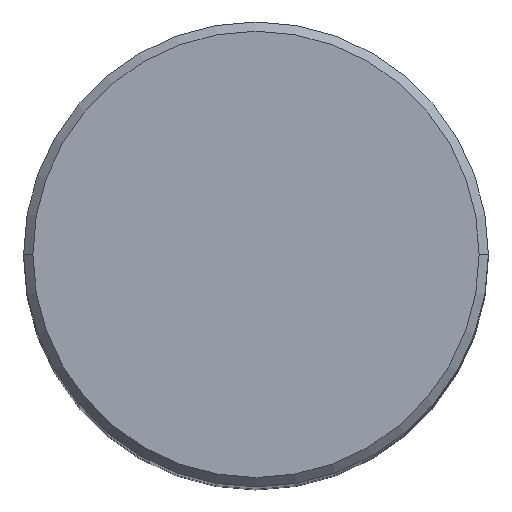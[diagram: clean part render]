
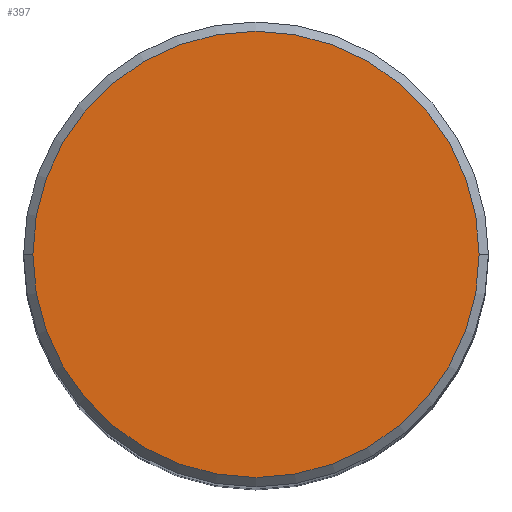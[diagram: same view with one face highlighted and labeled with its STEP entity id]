
A CAD part, top view. The second image highlights one B-rep face of the part: STEP entity #397.
In plain terms, the highlighted planar face has unit normal (0, 0, 1).
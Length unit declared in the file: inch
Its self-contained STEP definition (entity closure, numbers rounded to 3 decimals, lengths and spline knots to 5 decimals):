
#8 = AXIS2_PLACEMENT_3D ( 'NONE', #305, #30, #93 ) ;
#20 = CARTESIAN_POINT ( 'NONE',  ( 0., 0.48, 0. ) ) ;
#30 = DIRECTION ( 'NONE',  ( 0., 0., 1. ) ) ;
#33 = CIRCLE ( 'NONE', #150, 0.48 ) ;
#59 = ORIENTED_EDGE ( 'NONE', *, *, #107, .T. ) ;
#65 = VERTEX_POINT ( 'NONE', #115 ) ;
#83 = DIRECTION ( 'NONE',  ( 1., 0., 0. ) ) ;
#90 = FACE_OUTER_BOUND ( 'NONE', #180, .T. ) ;
#93 = DIRECTION ( 'NONE',  ( 1., 0., 0. ) ) ;
#107 = EDGE_CURVE ( 'NONE', #65, #398, #238, .T. ) ;
#115 = CARTESIAN_POINT ( 'NONE',  ( 0.48, 0., 0. ) ) ;
#147 = DIRECTION ( 'NONE',  ( -1., 0., 0. ) ) ;
#150 = AXIS2_PLACEMENT_3D ( 'NONE', #327, #268, #83 ) ;
#153 = ORIENTED_EDGE ( 'NONE', *, *, #297, .T. ) ;
#180 = EDGE_LOOP ( 'NONE', ( #153, #59 ) ) ;
#182 = PLANE ( 'NONE',  #196 ) ;
#196 = AXIS2_PLACEMENT_3D ( 'NONE', #20, #299, #147 ) ;
#219 = CARTESIAN_POINT ( 'NONE',  ( -0.48, 0., 0. ) ) ;
#238 = CIRCLE ( 'NONE', #8, 0.48 ) ;
#268 = DIRECTION ( 'NONE',  ( 0., 0., 1. ) ) ;
#297 = EDGE_CURVE ( 'NONE', #398, #65, #33, .T. ) ;
#299 = DIRECTION ( 'NONE',  ( 0., 0., -1. ) ) ;
#305 = CARTESIAN_POINT ( 'NONE',  ( 0., 0., 0. ) ) ;
#327 = CARTESIAN_POINT ( 'NONE',  ( 0., 0., 0. ) ) ;
#397 = ADVANCED_FACE ( 'NONE', ( #90 ), #182, .F. ) ;
#398 = VERTEX_POINT ( 'NONE', #219 ) ;
